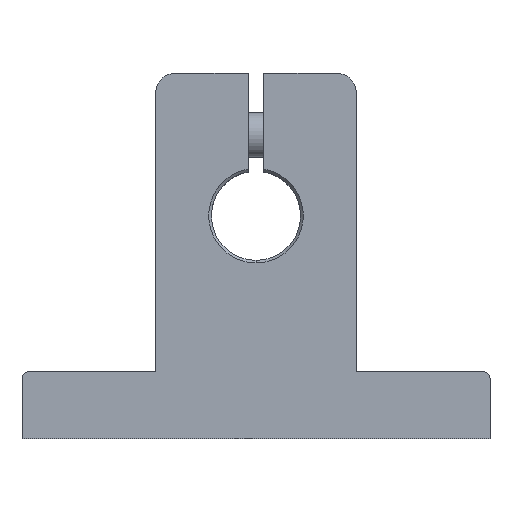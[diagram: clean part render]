
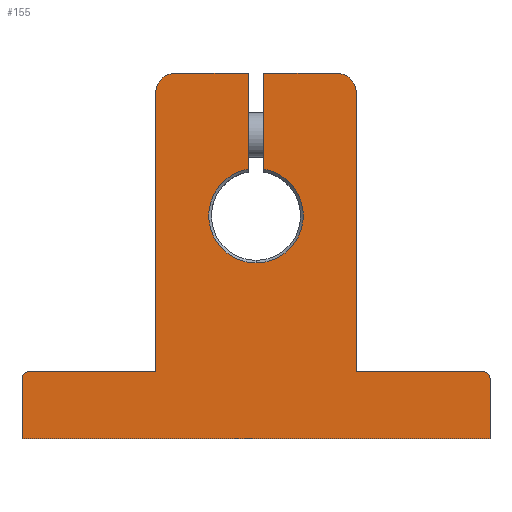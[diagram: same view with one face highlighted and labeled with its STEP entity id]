
A CAD part, top view. The second image highlights one B-rep face of the part: STEP entity #155.
In plain terms, the highlighted planar face has unit normal (0, 0, 1).
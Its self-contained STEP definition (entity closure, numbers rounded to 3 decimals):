
#155=ADVANCED_FACE('',(#313),#314,.T.);
#313=FACE_OUTER_BOUND('',#463,.T.);
#314=PLANE('',#464);
#463=EDGE_LOOP('',(#856,#857,#858,#859,#860,#861,#862,#863,#864,#865,#866,#867,#868,#869,#870,#871,#872));
#464=AXIS2_PLACEMENT_3D('',#873,#874,#875);
#856=ORIENTED_EDGE('',*,*,#899,.T.);
#857=ORIENTED_EDGE('',*,*,#1013,.T.);
#858=ORIENTED_EDGE('',*,*,#1010,.F.);
#859=ORIENTED_EDGE('',*,*,#1040,.F.);
#860=ORIENTED_EDGE('',*,*,#1036,.F.);
#861=ORIENTED_EDGE('',*,*,#1032,.F.);
#862=ORIENTED_EDGE('',*,*,#1028,.F.);
#863=ORIENTED_EDGE('',*,*,#1024,.F.);
#864=ORIENTED_EDGE('',*,*,#1019,.F.);
#865=ORIENTED_EDGE('',*,*,#1062,.F.);
#866=ORIENTED_EDGE('',*,*,#1058,.F.);
#867=ORIENTED_EDGE('',*,*,#1054,.F.);
#868=ORIENTED_EDGE('',*,*,#1050,.F.);
#869=ORIENTED_EDGE('',*,*,#997,.F.);
#870=ORIENTED_EDGE('',*,*,#1048,.F.);
#871=ORIENTED_EDGE('',*,*,#1043,.F.);
#872=ORIENTED_EDGE('',*,*,#1015,.F.);
#873=CARTESIAN_POINT('',(0.0,14.344,7.0));
#874=DIRECTION('',(0.0,0.0,1.0));
#875=DIRECTION('',(1.0,0.0,0.0));
#899=EDGE_CURVE('',#1070,#1067,#1071,.T.);
#997=EDGE_CURVE('',#1217,#1219,#1220,.T.);
#1010=EDGE_CURVE('',#1237,#1239,#1240,.T.);
#1013=EDGE_CURVE('',#1067,#1239,#1243,.T.);
#1015=EDGE_CURVE('',#1070,#1245,#1246,.T.);
#1019=EDGE_CURVE('',#1251,#1252,#1253,.T.);
#1024=EDGE_CURVE('',#1252,#1260,#1261,.T.);
#1028=EDGE_CURVE('',#1260,#1266,#1267,.T.);
#1032=EDGE_CURVE('',#1266,#1272,#1273,.T.);
#1036=EDGE_CURVE('',#1272,#1278,#1279,.T.);
#1040=EDGE_CURVE('',#1278,#1237,#1284,.T.);
#1043=EDGE_CURVE('',#1245,#1287,#1288,.T.);
#1048=EDGE_CURVE('',#1287,#1217,#1294,.T.);
#1050=EDGE_CURVE('',#1219,#1296,#1297,.T.);
#1054=EDGE_CURVE('',#1296,#1302,#1303,.T.);
#1058=EDGE_CURVE('',#1302,#1308,#1309,.T.);
#1062=EDGE_CURVE('',#1308,#1251,#1314,.T.);
#1067=VERTEX_POINT('',#1319);
#1070=VERTEX_POINT('',#1323);
#1071=CIRCLE('',#1324,4.24);
#1217=VERTEX_POINT('',#1533);
#1219=VERTEX_POINT('',#1536);
#1220=LINE('',#1537,#1538);
#1237=VERTEX_POINT('',#1569);
#1239=VERTEX_POINT('',#1572);
#1240=LINE('',#1573,#1574);
#1243=CIRCLE('',#1586,4.24);
#1245=VERTEX_POINT('',#1588);
#1246=LINE('',#1589,#1590);
#1251=VERTEX_POINT('',#1597);
#1252=VERTEX_POINT('',#1598);
#1253=LINE('',#1599,#1600);
#1260=VERTEX_POINT('',#1610);
#1261=CIRCLE('',#1611,0.6);
#1266=VERTEX_POINT('',#1617);
#1267=LINE('',#1618,#1619);
#1272=VERTEX_POINT('',#1626);
#1273=LINE('',#1627,#1628);
#1278=VERTEX_POINT('',#1635);
#1279=CIRCLE('',#1636,1.8);
#1284=LINE('',#1642,#1643);
#1287=VERTEX_POINT('',#1647);
#1288=LINE('',#1648,#1649);
#1294=CIRCLE('',#1657,1.8);
#1296=VERTEX_POINT('',#1659);
#1297=LINE('',#1660,#1661);
#1302=VERTEX_POINT('',#1668);
#1303=CIRCLE('',#1669,0.6);
#1308=VERTEX_POINT('',#1675);
#1309=LINE('',#1676,#1677);
#1314=LINE('',#1684,#1685);
#1319=CARTESIAN_POINT('',(0.,15.76,7.0));
#1323=CARTESIAN_POINT('',(0.7,24.182,7.0));
#1324=AXIS2_PLACEMENT_3D('',#1691,#1692,#1693);
#1533=CARTESIAN_POINT('',(9.0,31.0,7.0));
#1536=CARTESIAN_POINT('',(9.0,6.,7.0));
#1537=CARTESIAN_POINT('',(9.0,6.,7.0));
#1538=VECTOR('',#1835,1.0);
#1569=CARTESIAN_POINT('',(-0.7,32.8,7.0));
#1572=CARTESIAN_POINT('',(-0.7,24.182,7.0));
#1573=CARTESIAN_POINT('',(-0.7,23.938,7.0));
#1574=VECTOR('',#1848,1.0);
#1586=AXIS2_PLACEMENT_3D('',#1849,#1850,#1851);
#1588=CARTESIAN_POINT('',(0.7,32.8,7.0));
#1589=CARTESIAN_POINT('',(0.7,23.938,7.0));
#1590=VECTOR('',#1852,1.0);
#1597=CARTESIAN_POINT('',(-21.0,0.,7.0));
#1598=CARTESIAN_POINT('',(-21.0,5.4,7.0));
#1599=CARTESIAN_POINT('',(-21.0,5.4,7.0));
#1600=VECTOR('',#1855,1.0);
#1610=CARTESIAN_POINT('',(-20.4,6.0,7.0));
#1611=AXIS2_PLACEMENT_3D('',#1859,#1860,#1861);
#1617=CARTESIAN_POINT('',(-9.0,6.0,7.0));
#1618=CARTESIAN_POINT('',(-9.0,6.0,7.0));
#1619=VECTOR('',#1866,1.0);
#1626=CARTESIAN_POINT('',(-9.0,31.0,7.0));
#1627=CARTESIAN_POINT('',(-9.0,31.0,7.0));
#1628=VECTOR('',#1869,1.0);
#1635=CARTESIAN_POINT('',(-7.2,32.8,7.0));
#1636=AXIS2_PLACEMENT_3D('',#1872,#1873,#1874);
#1642=CARTESIAN_POINT('',(-0.7,32.8,7.0));
#1643=VECTOR('',#1879,1.0);
#1647=CARTESIAN_POINT('',(7.2,32.8,7.0));
#1648=CARTESIAN_POINT('',(7.2,32.8,7.0));
#1649=VECTOR('',#1881,1.0);
#1657=AXIS2_PLACEMENT_3D('',#1887,#1888,#1889);
#1659=CARTESIAN_POINT('',(20.4,6.0,7.0));
#1660=CARTESIAN_POINT('',(20.4,6.0,7.0));
#1661=VECTOR('',#1890,1.0);
#1668=CARTESIAN_POINT('',(21.0,5.4,7.0));
#1669=AXIS2_PLACEMENT_3D('',#1893,#1894,#1895);
#1675=CARTESIAN_POINT('',(21.0,0.,7.0));
#1676=CARTESIAN_POINT('',(21.0,0.,7.0));
#1677=VECTOR('',#1900,1.0);
#1684=CARTESIAN_POINT('',(-21.0,0.,7.0));
#1685=VECTOR('',#1903,1.0);
#1691=CARTESIAN_POINT('',(0.0,20.0,7.0));
#1692=DIRECTION('',(0.0,0.0,-1.0));
#1693=DIRECTION('',(0.0,1.0,0.0));
#1835=DIRECTION('',(0.,-1.0,-0.0));
#1848=DIRECTION('',(0.,-1.0,-0.0));
#1849=CARTESIAN_POINT('',(0.0,20.0,7.0));
#1850=DIRECTION('',(0.0,0.0,-1.0));
#1851=DIRECTION('',(0.0,1.0,0.0));
#1852=DIRECTION('',(0.,1.0,0.0));
#1855=DIRECTION('',(0.0,1.0,0.0));
#1859=CARTESIAN_POINT('',(-20.4,5.4,7.0));
#1860=DIRECTION('',(0.0,0.0,-1.0));
#1861=DIRECTION('',(1.0,0.0,0.0));
#1866=DIRECTION('',(1.0,0.,0.0));
#1869=DIRECTION('',(0.,1.0,0.0));
#1872=CARTESIAN_POINT('',(-7.2,31.0,7.0));
#1873=DIRECTION('',(0.0,0.0,-1.0));
#1874=DIRECTION('',(1.0,0.0,0.0));
#1879=DIRECTION('',(1.0,0.0,0.0));
#1881=DIRECTION('',(1.0,0.0,0.0));
#1887=CARTESIAN_POINT('',(7.2,31.0,7.0));
#1888=DIRECTION('',(0.0,0.0,-1.0));
#1889=DIRECTION('',(1.0,0.0,0.0));
#1890=DIRECTION('',(1.0,0.,0.0));
#1893=CARTESIAN_POINT('',(20.4,5.4,7.0));
#1894=DIRECTION('',(0.0,0.0,-1.0));
#1895=DIRECTION('',(1.0,0.0,0.0));
#1900=DIRECTION('',(-0.0,-1.0,-0.0));
#1903=DIRECTION('',(-1.0,-0.0,-0.0));
